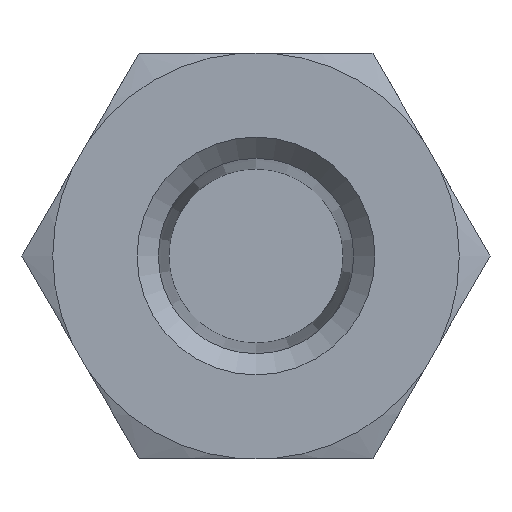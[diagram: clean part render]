
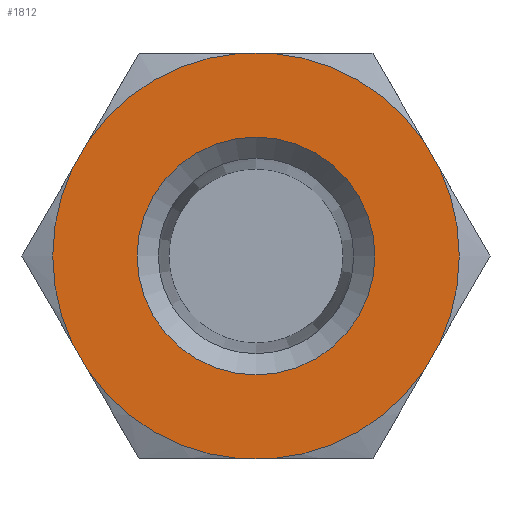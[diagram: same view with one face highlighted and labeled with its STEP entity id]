
A CAD part, left-side view. The second image highlights one B-rep face of the part: STEP entity #1812.
In plain terms, the highlighted planar face has unit normal (-1, 0, 0).
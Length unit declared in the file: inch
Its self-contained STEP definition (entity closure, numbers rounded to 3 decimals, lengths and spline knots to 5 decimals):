
#830=CARTESIAN_POINT('',(0.0,0.,0.275));
#831=VERTEX_POINT('',#830);
#832=CARTESIAN_POINT('',(0.0,0.,0.0));
#833=DIRECTION('',(1.0,0.0,0.0));
#834=DIRECTION('',(0.0,0.0,-1.0));
#835=AXIS2_PLACEMENT_3D('',#832,#833,#834);
#836=CIRCLE('',#835,0.275);
#837=EDGE_CURVE('',#831,#831,#836,.T.);
#1024=CARTESIAN_POINT('',(0.0,0.38697,-0.26674));
#1025=VERTEX_POINT('',#1024);
#1039=CARTESIAN_POINT('',(0.0,0.03752,-0.4685));
#1040=VERTEX_POINT('',#1039);
#1054=CARTESIAN_POINT('',(0.0,0.0,0.0));
#1055=DIRECTION('',(-1.0,0.0,0.0));
#1056=DIRECTION('',(0.0,1.0,0.0));
#1057=AXIS2_PLACEMENT_3D('',#1054,#1055,#1056);
#1058=CIRCLE('',#1057,0.47);
#1059=EDGE_CURVE('',#1025,#1040,#1058,.T.);
#1069=CARTESIAN_POINT('',(0.0,0.42449,-0.20176));
#1070=VERTEX_POINT('',#1069);
#1086=CARTESIAN_POINT('',(0.0,0.42449,0.20176));
#1087=VERTEX_POINT('',#1086);
#1088=CARTESIAN_POINT('',(0.0,0.0,0.0));
#1089=DIRECTION('',(-1.0,0.0,0.0));
#1090=DIRECTION('',(0.0,1.0,0.0));
#1091=AXIS2_PLACEMENT_3D('',#1088,#1089,#1090);
#1092=CIRCLE('',#1091,0.47);
#1093=EDGE_CURVE('',#1087,#1070,#1092,.T.);
#1116=CARTESIAN_POINT('',(0.0,0.38697,0.26674));
#1117=VERTEX_POINT('',#1116);
#1133=CARTESIAN_POINT('',(0.0,0.03752,0.4685));
#1134=VERTEX_POINT('',#1133);
#1135=CARTESIAN_POINT('',(0.0,0.0,0.0));
#1136=DIRECTION('',(-1.0,0.0,0.0));
#1137=DIRECTION('',(0.0,1.0,0.0));
#1138=AXIS2_PLACEMENT_3D('',#1135,#1136,#1137);
#1139=CIRCLE('',#1138,0.47);
#1140=EDGE_CURVE('',#1134,#1117,#1139,.T.);
#1163=CARTESIAN_POINT('',(0.0,-0.03752,0.4685));
#1164=VERTEX_POINT('',#1163);
#1180=CARTESIAN_POINT('',(0.0,-0.38697,0.26674));
#1181=VERTEX_POINT('',#1180);
#1182=CARTESIAN_POINT('',(0.0,0.0,0.0));
#1183=DIRECTION('',(-1.0,0.0,0.0));
#1184=DIRECTION('',(0.0,1.0,0.0));
#1185=AXIS2_PLACEMENT_3D('',#1182,#1183,#1184);
#1186=CIRCLE('',#1185,0.47);
#1187=EDGE_CURVE('',#1181,#1164,#1186,.T.);
#1210=CARTESIAN_POINT('',(0.0,-0.42449,0.20176));
#1211=VERTEX_POINT('',#1210);
#1227=CARTESIAN_POINT('',(0.0,-0.42449,-0.20176));
#1228=VERTEX_POINT('',#1227);
#1229=CARTESIAN_POINT('',(0.0,0.0,0.0));
#1230=DIRECTION('',(-1.0,0.0,0.0));
#1231=DIRECTION('',(0.0,1.0,0.0));
#1232=AXIS2_PLACEMENT_3D('',#1229,#1230,#1231);
#1233=CIRCLE('',#1232,0.47);
#1234=EDGE_CURVE('',#1228,#1211,#1233,.T.);
#1257=CARTESIAN_POINT('',(0.0,-0.38697,-0.26674));
#1258=VERTEX_POINT('',#1257);
#1274=CARTESIAN_POINT('',(0.0,-0.03752,-0.4685));
#1275=VERTEX_POINT('',#1274);
#1276=CARTESIAN_POINT('',(0.0,0.0,0.0));
#1277=DIRECTION('',(-1.0,0.0,0.0));
#1278=DIRECTION('',(0.0,1.0,0.0));
#1279=AXIS2_PLACEMENT_3D('',#1276,#1277,#1278);
#1280=CIRCLE('',#1279,0.47);
#1281=EDGE_CURVE('',#1275,#1258,#1280,.T.);
#1608=CARTESIAN_POINT('',(0.0,-0.38697,-0.26674));
#1609=DIRECTION('',(0.0,-0.5,0.866));
#1610=VECTOR('',#1609,0.07504);
#1611=LINE('',#1608,#1610);
#1612=EDGE_CURVE('',#1258,#1228,#1611,.T.);
#1639=CARTESIAN_POINT('',(0.0,-0.42449,0.20176));
#1640=DIRECTION('',(0.0,0.5,0.866));
#1641=VECTOR('',#1640,0.07504);
#1642=LINE('',#1639,#1641);
#1643=EDGE_CURVE('',#1211,#1181,#1642,.T.);
#1670=CARTESIAN_POINT('',(0.0,-0.03752,0.4685));
#1671=DIRECTION('',(0.0,1.0,0.0));
#1672=VECTOR('',#1671,0.07504);
#1673=LINE('',#1670,#1672);
#1674=EDGE_CURVE('',#1164,#1134,#1673,.T.);
#1734=CARTESIAN_POINT('',(0.0,0.38697,0.26674));
#1735=DIRECTION('',(0.0,0.5,-0.866));
#1736=VECTOR('',#1735,0.07504);
#1737=LINE('',#1734,#1736);
#1738=EDGE_CURVE('',#1117,#1087,#1737,.T.);
#1749=CARTESIAN_POINT('',(0.0,0.03752,-0.4685));
#1750=DIRECTION('',(0.0,-1.0,0.0));
#1751=VECTOR('',#1750,0.07504);
#1752=LINE('',#1749,#1751);
#1753=EDGE_CURVE('',#1040,#1275,#1752,.T.);
#1775=CARTESIAN_POINT('',(0.0,0.42449,-0.20176));
#1776=DIRECTION('',(0.0,-0.5,-0.866));
#1777=VECTOR('',#1776,0.07504);
#1778=LINE('',#1775,#1777);
#1779=EDGE_CURVE('',#1070,#1025,#1778,.T.);
#1790=CARTESIAN_POINT('',(0.0,0.,0.));
#1791=DIRECTION('',(1.0,0.0,0.0));
#1792=DIRECTION('',(0.0,0.0,-1.0));
#1793=AXIS2_PLACEMENT_3D('',#1790,#1791,#1792);
#1794=PLANE('',#1793);
#1795=ORIENTED_EDGE('',*,*,#1281,.T.);
#1796=ORIENTED_EDGE('',*,*,#1612,.T.);
#1797=ORIENTED_EDGE('',*,*,#1234,.T.);
#1798=ORIENTED_EDGE('',*,*,#1643,.T.);
#1799=ORIENTED_EDGE('',*,*,#1187,.T.);
#1800=ORIENTED_EDGE('',*,*,#1674,.T.);
#1801=ORIENTED_EDGE('',*,*,#1140,.T.);
#1802=ORIENTED_EDGE('',*,*,#1738,.T.);
#1803=ORIENTED_EDGE('',*,*,#1093,.T.);
#1804=ORIENTED_EDGE('',*,*,#1779,.T.);
#1805=ORIENTED_EDGE('',*,*,#1059,.T.);
#1806=ORIENTED_EDGE('',*,*,#1753,.T.);
#1807=EDGE_LOOP('',(#1795,#1796,#1797,#1798,#1799,#1800,#1801,#1802,#1803,#1804,#1805,#1806));
#1808=FACE_OUTER_BOUND('',#1807,.T.);
#1809=ORIENTED_EDGE('',*,*,#837,.T.);
#1810=EDGE_LOOP('',(#1809));
#1811=FACE_BOUND('',#1810,.T.);
#1812=ADVANCED_FACE('',(#1808,#1811),#1794,.F.);
